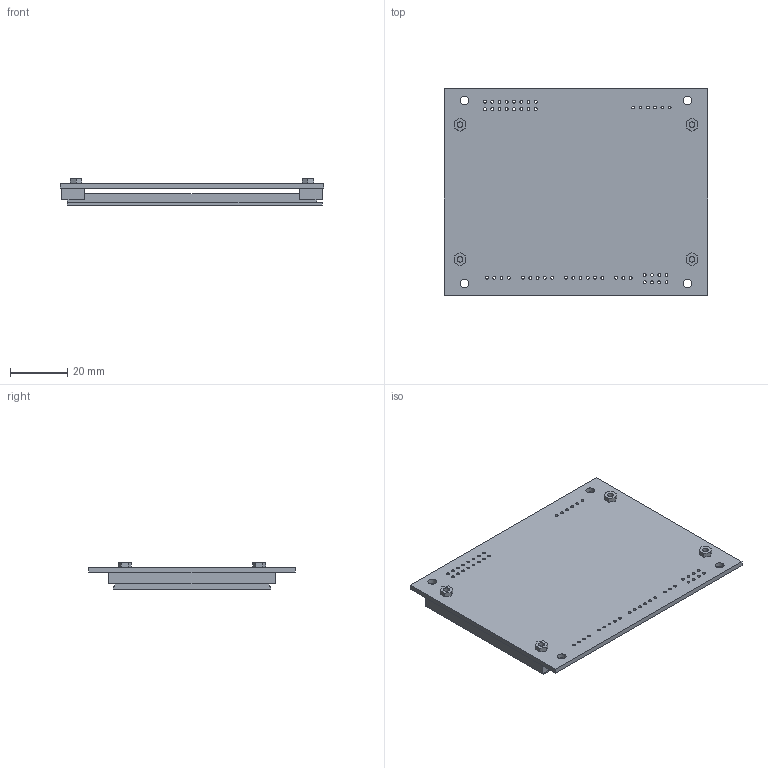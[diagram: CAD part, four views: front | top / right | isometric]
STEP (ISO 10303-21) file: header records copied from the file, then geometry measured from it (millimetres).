
FILE_DESCRIPTION(/* description */ (''),/* implementation_level */ '2;1');
FILE_NAME(/* name */ 'CapTouchDisplay v3.step',/* time_stamp */ '2023-07-17T22:53:35+01:00',/* author */ (''),/* organization */ (''),/* preprocessor_version */ 'ST-DEVELOPER v19.2',/* originating_system */ 'Autodesk Translation Framework v12.6.0.85',/* authorisation */ '');
FILE_SCHEMA (('AUTOMOTIVE_DESIGN { 1 0 10303 214 3 1 1 }'));
Length unit declared in the file: millimetre
Products named in the file (1): CapTouchDisplay
Bounding box: 92 x 72 x 9.3 mm (x, y, z)
Volume: 32213.1 mm3; surface area: 24444.6 mm2
Topology: 1 solids, 1 shells, 119 faces, 324 edges, 216 vertices
Faces by surface type: plane 63, cylinder 56
Full cylindrical faces by diameter (mm): 1 x48, 2 x4, 3 x4
Entity records: 4035 total; most frequent: DIRECTION 676, CARTESIAN_POINT 660, ORIENTED_EDGE 648, EDGE_CURVE 324, EDGE_LOOP 234, AXIS2_PLACEMENT_3D 232, VERTEX_POINT 216, LINE 212
